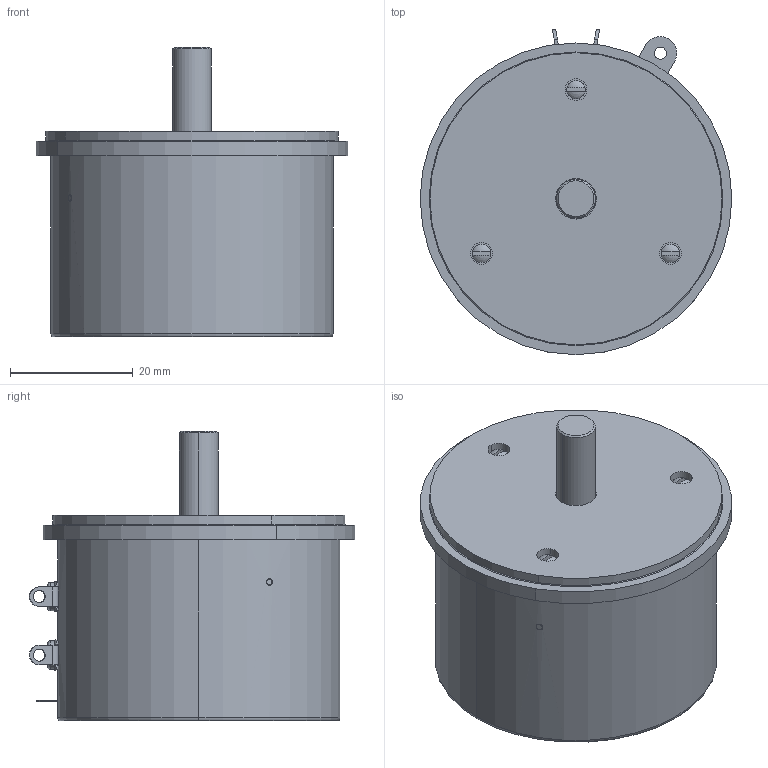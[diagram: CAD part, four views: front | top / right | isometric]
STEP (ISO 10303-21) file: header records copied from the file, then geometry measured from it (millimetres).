
FILE_DESCRIPTION((''),'2;1');
FILE_NAME('752222_ASM','2015-07-20T',('bmozley'),(''),'CREO PARAMETRIC BY PTC INC, 2015080','CREO PARAMETRIC BY PTC INC, 2015080','');
FILE_SCHEMA(('CONFIG_CONTROL_DESIGN'));
Length unit declared in the file: inch
Products named in the file (2): MSBR-1; 752222_ASM
Assembly tree (1 placements, depth 2):
  752222_ASM
    MSBR-1
Bounding box: 50.8 x 53.04 x 47.17 mm (x, y, z)
Volume: 55703.2 mm3; surface area: 13789.6 mm2
Topology: 1 solids, 1 shells, 358 faces, 956 edges, 612 vertices
Faces by surface type: bspline 148, cylinder 114, plane 74, torus 12, sphere 6, cone 4
Entity records: 18433 total; most frequent: CARTESIAN_POINT 10624, ORIENTED_EDGE 1912, DIRECTION 1104, EDGE_CURVE 956, VERTEX_POINT 612, B_SPLINE_CURVE_WITH_KNOTS 483, AXIS2_PLACEMENT_3D 418, EDGE_LOOP 400
